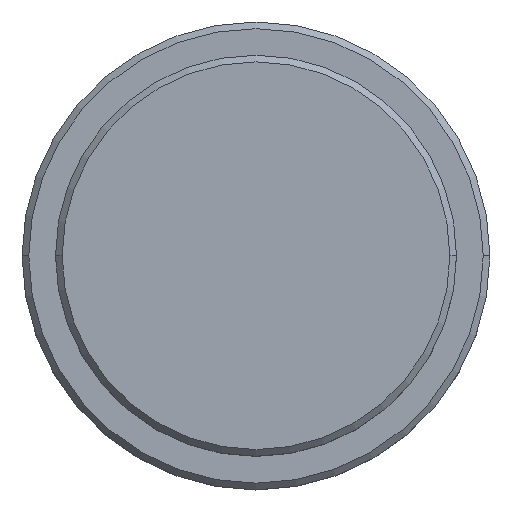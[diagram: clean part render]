
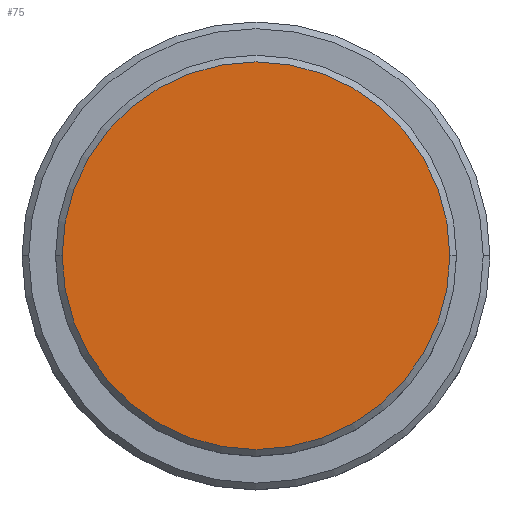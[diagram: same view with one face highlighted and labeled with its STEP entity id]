
A CAD part, top view. The second image highlights one B-rep face of the part: STEP entity #75.
In plain terms, the highlighted planar face has unit normal (0, 0, 1).
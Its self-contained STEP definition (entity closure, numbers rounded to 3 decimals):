
#28 = AXIS2_PLACEMENT_3D ( 'NONE', #704, #1122, #53 ) ;
#29 = EDGE_CURVE ( 'NONE', #710, #1338, #278, .T. ) ;
#53 = DIRECTION ( 'NONE',  ( 1., 0., 0. ) ) ;
#75 = ADVANCED_FACE ( 'NONE', ( #423 ), #831, .T. ) ;
#79 = CIRCLE ( 'NONE', #28, 14.5 ) ;
#89 = CARTESIAN_POINT ( 'NONE',  ( 14.5, 0., 0. ) ) ;
#126 = ORIENTED_EDGE ( 'NONE', *, *, #29, .T. ) ;
#258 = CARTESIAN_POINT ( 'NONE',  ( -14.5, 0., 0. ) ) ;
#278 = CIRCLE ( 'NONE', #639, 14.5 ) ;
#280 = EDGE_CURVE ( 'NONE', #1338, #710, #79, .T. ) ;
#338 = DIRECTION ( 'NONE',  ( 0., 0., 1. ) ) ;
#397 = DIRECTION ( 'NONE',  ( 0., 0., 1. ) ) ;
#423 = FACE_OUTER_BOUND ( 'NONE', #707, .T. ) ;
#503 = DIRECTION ( 'NONE',  ( 1., 0., 0. ) ) ;
#639 = AXIS2_PLACEMENT_3D ( 'NONE', #844, #397, #503 ) ;
#704 = CARTESIAN_POINT ( 'NONE',  ( 0., 0., 0. ) ) ;
#707 = EDGE_LOOP ( 'NONE', ( #126, #790 ) ) ;
#710 = VERTEX_POINT ( 'NONE', #258 ) ;
#790 = ORIENTED_EDGE ( 'NONE', *, *, #280, .T. ) ;
#831 = PLANE ( 'NONE',  #1206 ) ;
#844 = CARTESIAN_POINT ( 'NONE',  ( 0., 0., 0. ) ) ;
#1122 = DIRECTION ( 'NONE',  ( 0., 0., 1. ) ) ;
#1186 = DIRECTION ( 'NONE',  ( 1., 0., 0. ) ) ;
#1192 = CARTESIAN_POINT ( 'NONE',  ( 0., 0., 0. ) ) ;
#1206 = AXIS2_PLACEMENT_3D ( 'NONE', #1192, #338, #1186 ) ;
#1338 = VERTEX_POINT ( 'NONE', #89 ) ;
